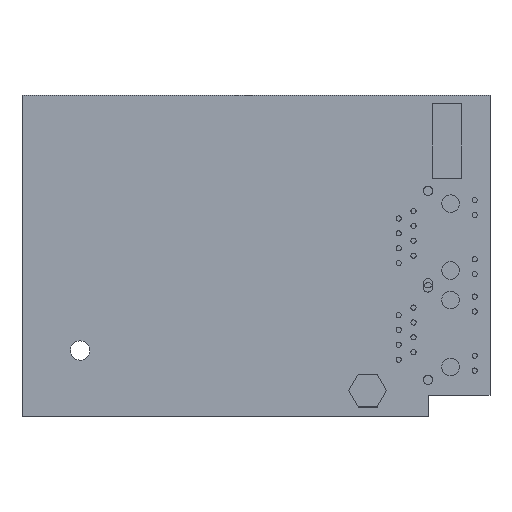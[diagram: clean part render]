
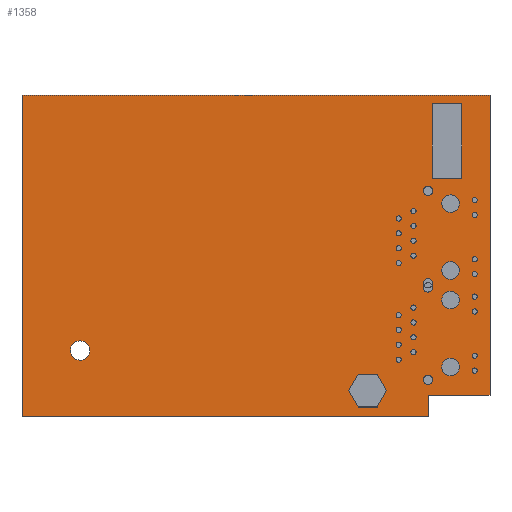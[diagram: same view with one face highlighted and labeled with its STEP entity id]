
A CAD part, top view. The second image highlights one B-rep face of the part: STEP entity #1358.
In plain terms, the highlighted planar face has unit normal (0, 0, 1).
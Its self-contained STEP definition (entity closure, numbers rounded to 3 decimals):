
#51=FACE_BOUND('',#1867,.T.);
#52=FACE_BOUND('',#1868,.T.);
#421=(
BOUNDED_CURVE()
B_SPLINE_CURVE(2,(#11559,#11560,#11561,#11562,#11563),.UNSPECIFIED.,.F.,
 .F.)
B_SPLINE_CURVE_WITH_KNOTS((3,2,3),(-1.602,-0.801,
0.),.UNSPECIFIED.)
CURVE()
GEOMETRIC_REPRESENTATION_ITEM()
RATIONAL_B_SPLINE_CURVE((1.,0.707,1.,0.707,1.))
REPRESENTATION_ITEM('')
);
#422=(
BOUNDED_CURVE()
B_SPLINE_CURVE(2,(#11564,#11565,#11566,#11567,#11568),.UNSPECIFIED.,.F.,
 .F.)
B_SPLINE_CURVE_WITH_KNOTS((3,2,3),(-1.602,-0.801,
0.),.UNSPECIFIED.)
CURVE()
GEOMETRIC_REPRESENTATION_ITEM()
RATIONAL_B_SPLINE_CURVE((1.,0.707,1.,0.707,1.))
REPRESENTATION_ITEM('')
);
#423=(
BOUNDED_CURVE()
B_SPLINE_CURVE(2,(#11569,#11570,#11571,#11572,#11573),.UNSPECIFIED.,.F.,
 .F.)
B_SPLINE_CURVE_WITH_KNOTS((3,2,3),(-5.184,-2.592,
0.),.UNSPECIFIED.)
CURVE()
GEOMETRIC_REPRESENTATION_ITEM()
RATIONAL_B_SPLINE_CURVE((1.,0.707,1.,0.707,1.))
REPRESENTATION_ITEM('')
);
#424=(
BOUNDED_CURVE()
B_SPLINE_CURVE(2,(#11574,#11575,#11576,#11577,#11578),.UNSPECIFIED.,.F.,
 .F.)
B_SPLINE_CURVE_WITH_KNOTS((3,2,3),(-5.184,-2.592,
0.),.UNSPECIFIED.)
CURVE()
GEOMETRIC_REPRESENTATION_ITEM()
RATIONAL_B_SPLINE_CURVE((1.,0.707,1.,0.707,1.))
REPRESENTATION_ITEM('')
);
#1358=ADVANCED_FACE('',(#1592,#51,#52),#5922,.T.);
#1592=FACE_OUTER_BOUND('',#1866,.T.);
#1866=EDGE_LOOP('',(#2882,#2883,#2884,#2885,#2886,#2887));
#1867=EDGE_LOOP('',(#2888,#2889));
#1868=EDGE_LOOP('',(#2890,#2891));
#2882=ORIENTED_EDGE('',*,*,#3930,.T.);
#2883=ORIENTED_EDGE('',*,*,#3935,.T.);
#2884=ORIENTED_EDGE('',*,*,#3934,.F.);
#2885=ORIENTED_EDGE('',*,*,#3933,.F.);
#2886=ORIENTED_EDGE('',*,*,#3932,.F.);
#2887=ORIENTED_EDGE('',*,*,#3931,.F.);
#2888=ORIENTED_EDGE('',*,*,#3937,.T.);
#2889=ORIENTED_EDGE('',*,*,#3936,.T.);
#2890=ORIENTED_EDGE('',*,*,#3939,.T.);
#2891=ORIENTED_EDGE('',*,*,#3938,.T.);
#3930=EDGE_CURVE('',#5722,#5723,#4682,.T.);
#3931=EDGE_CURVE('',#5722,#5724,#4683,.T.);
#3932=EDGE_CURVE('',#5724,#5725,#4684,.T.);
#3933=EDGE_CURVE('',#5725,#5726,#4685,.T.);
#3934=EDGE_CURVE('',#5726,#5727,#4686,.T.);
#3935=EDGE_CURVE('',#5723,#5727,#4687,.T.);
#3936=EDGE_CURVE('',#5728,#5729,#421,.T.);
#3937=EDGE_CURVE('',#5729,#5728,#422,.T.);
#3938=EDGE_CURVE('',#5730,#5731,#423,.T.);
#3939=EDGE_CURVE('',#5731,#5730,#424,.T.);
#4682=B_SPLINE_CURVE_WITH_KNOTS('',1,(#11547,#11548),.UNSPECIFIED.,.F.,
 .F.,(2,2),(-3.66,0.),.UNSPECIFIED.);
#4683=B_SPLINE_CURVE_WITH_KNOTS('',1,(#11549,#11550),.UNSPECIFIED.,.F.,
 .F.,(2,2),(0.,69.43),.UNSPECIFIED.);
#4684=B_SPLINE_CURVE_WITH_KNOTS('',1,(#11551,#11552),.UNSPECIFIED.,.F.,
 .F.,(2,2),(0.,55.),.UNSPECIFIED.);
#4685=B_SPLINE_CURVE_WITH_KNOTS('',1,(#11553,#11554),.UNSPECIFIED.,.F.,
 .F.,(2,2),(0.,80.),.UNSPECIFIED.);
#4686=B_SPLINE_CURVE_WITH_KNOTS('',1,(#11555,#11556),.UNSPECIFIED.,.F.,
 .F.,(2,2),(0.,51.34),.UNSPECIFIED.);
#4687=B_SPLINE_CURVE_WITH_KNOTS('',1,(#11557,#11558),.UNSPECIFIED.,.F.,
 .F.,(2,2),(0.,10.57),.UNSPECIFIED.);
#5722=VERTEX_POINT('',#11537);
#5723=VERTEX_POINT('',#11538);
#5724=VERTEX_POINT('',#11539);
#5725=VERTEX_POINT('',#11540);
#5726=VERTEX_POINT('',#11541);
#5727=VERTEX_POINT('',#11542);
#5728=VERTEX_POINT('',#11543);
#5729=VERTEX_POINT('',#11544);
#5730=VERTEX_POINT('',#11545);
#5731=VERTEX_POINT('',#11546);
#5922=PLANE('',#6106);
#6106=AXIS2_PLACEMENT_3D('',#11536,#6273,$);
#6273=DIRECTION('',(0.,0.,1.));
#11536=CARTESIAN_POINT('',(-48.117,-33.117,1.6));
#11537=CARTESIAN_POINT('',(29.43,-27.5,1.6));
#11538=CARTESIAN_POINT('',(29.43,-23.84,1.6));
#11539=CARTESIAN_POINT('',(-40.,-27.5,1.6));
#11540=CARTESIAN_POINT('',(-40.,27.5,1.6));
#11541=CARTESIAN_POINT('',(40.,27.5,1.6));
#11542=CARTESIAN_POINT('',(40.,-23.84,1.6));
#11543=CARTESIAN_POINT('',(30.88,24.73,1.6));
#11544=CARTESIAN_POINT('',(31.9,24.73,1.6));
#11545=CARTESIAN_POINT('',(-31.72,-16.16,1.6));
#11546=CARTESIAN_POINT('',(-28.42,-16.16,1.6));
#11547=CARTESIAN_POINT('',(29.43,-27.5,1.6));
#11548=CARTESIAN_POINT('',(29.43,-23.84,1.6));
#11549=CARTESIAN_POINT('',(29.43,-27.5,1.6));
#11550=CARTESIAN_POINT('',(-40.,-27.5,1.6));
#11551=CARTESIAN_POINT('',(-40.,-27.5,1.6));
#11552=CARTESIAN_POINT('',(-40.,27.5,1.6));
#11553=CARTESIAN_POINT('',(-40.,27.5,1.6));
#11554=CARTESIAN_POINT('',(40.,27.5,1.6));
#11555=CARTESIAN_POINT('',(40.,27.5,1.6));
#11556=CARTESIAN_POINT('',(40.,-23.84,1.6));
#11557=CARTESIAN_POINT('',(29.43,-23.84,1.6));
#11558=CARTESIAN_POINT('',(40.,-23.84,1.6));
#11559=CARTESIAN_POINT('',(30.88,24.73,1.6));
#11560=CARTESIAN_POINT('',(30.88,25.24,1.6));
#11561=CARTESIAN_POINT('',(31.39,25.24,1.6));
#11562=CARTESIAN_POINT('',(31.9,25.24,1.6));
#11563=CARTESIAN_POINT('',(31.9,24.73,1.6));
#11564=CARTESIAN_POINT('',(31.9,24.73,1.6));
#11565=CARTESIAN_POINT('',(31.9,24.22,1.6));
#11566=CARTESIAN_POINT('',(31.39,24.22,1.6));
#11567=CARTESIAN_POINT('',(30.88,24.22,1.6));
#11568=CARTESIAN_POINT('',(30.88,24.73,1.6));
#11569=CARTESIAN_POINT('',(-31.72,-16.16,1.6));
#11570=CARTESIAN_POINT('',(-31.72,-14.51,1.6));
#11571=CARTESIAN_POINT('',(-30.07,-14.51,1.6));
#11572=CARTESIAN_POINT('',(-28.42,-14.51,1.6));
#11573=CARTESIAN_POINT('',(-28.42,-16.16,1.6));
#11574=CARTESIAN_POINT('',(-28.42,-16.16,1.6));
#11575=CARTESIAN_POINT('',(-28.42,-17.81,1.6));
#11576=CARTESIAN_POINT('',(-30.07,-17.81,1.6));
#11577=CARTESIAN_POINT('',(-31.72,-17.81,1.6));
#11578=CARTESIAN_POINT('',(-31.72,-16.16,1.6));
